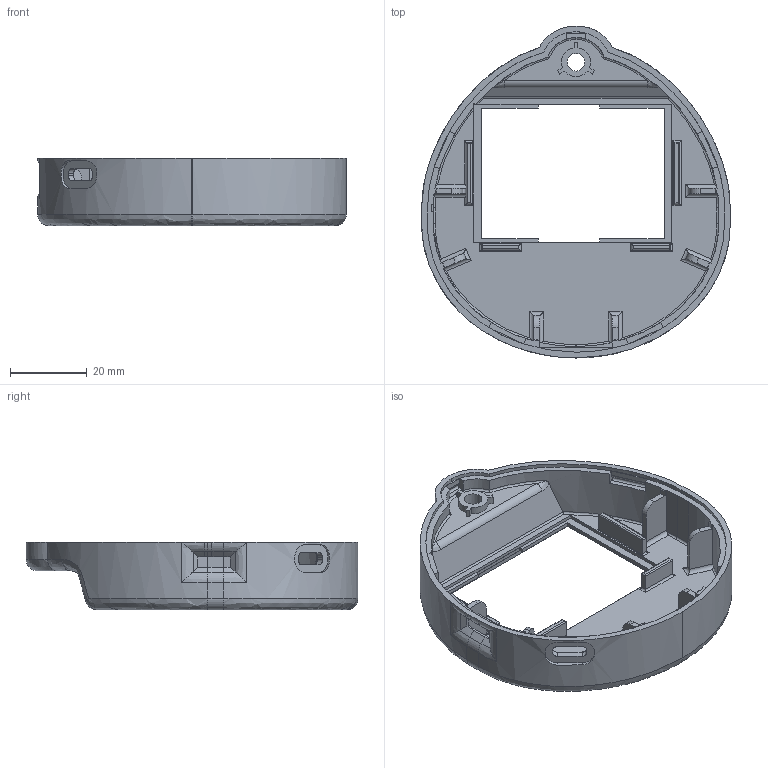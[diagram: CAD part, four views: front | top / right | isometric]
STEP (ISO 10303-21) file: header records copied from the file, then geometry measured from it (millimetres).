
FILE_DESCRIPTION(/* description */ ('','CAx-IF Rec.Pracs.---Representation and Presentation of Product Manufacturing Information (PMI)---4.0---2014-10-13'),/* implementation_level */ '2;1');
FILE_NAME(/* name */ 'BOTTOM.step',/* time_stamp */ '2025-01-23T16:04:14-06:00',/* author */ (''),/* organization */ (''),/* preprocessor_version */ 'ST-DEVELOPER v20',/* originating_system */ 'Autodesk Translation Framework v13.20.0.188',/* authorisation */ '');
FILE_SCHEMA (('AP242_MANAGED_MODEL_BASED_3D_ENGINEERING_MIM_LF { 1 0 10303 442 1 1 4 }'));
Length unit declared in the file: millimetre
Products named in the file (1): Case
Bounding box: 80.39 x 86.47 x 17.71 mm (x, y, z)
Volume: 20655.1 mm3; surface area: 16688.7 mm2
Topology: 1 solids, 1 shells, 348 faces, 961 edges, 616 vertices
Faces by surface type: plane 170, cylinder 97, bspline 78, sphere 2, torus 1
Full cylindrical faces by diameter (mm): 4.587 x1
Entity records: 14924 total; most frequent: CARTESIAN_POINT 6700, ORIENTED_EDGE 1918, DIRECTION 1374, EDGE_CURVE 959, VERTEX_POINT 616, LINE 532, VECTOR 532, AXIS2_PLACEMENT_3D 421
